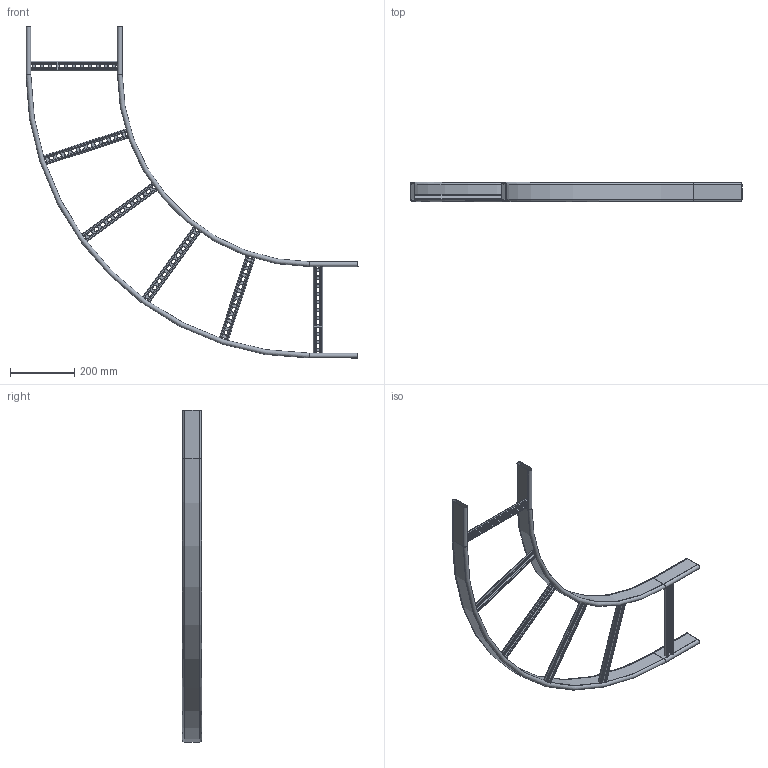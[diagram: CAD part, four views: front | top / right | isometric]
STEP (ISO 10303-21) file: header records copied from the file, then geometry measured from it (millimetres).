
FILE_DESCRIPTION (( 'STEP AP203' ), '1' );
FILE_NAME ('10-04-6386.STEP', '2013-05-02T09:41:51', ( 'asennus' ), ( '' ), 'SwSTEP 2.0', 'SolidWorks 2013', '' );
FILE_SCHEMA (( 'CONFIG_CONTROL_DESIGN' ));
Length unit declared in the file: millimetre
Products named in the file (1): 10-04-6386
Bounding box: 1035 x 60 x 1035 mm (x, y, z)
Volume: 488291.5 mm3; surface area: 983771.6 mm2
Topology: 8 solids, 8 shells, 652 faces, 1588 edges, 952 vertices
Faces by surface type: plane 404, cylinder 240, torus 8
Entity records: 19063 total; most frequent: DIRECTION 3374, CARTESIAN_POINT 3193, ORIENTED_EDGE 3176, EDGE_CURVE 1588, AXIS2_PLACEMENT_3D 1133, LINE 1108, VECTOR 1108, VERTEX_POINT 952
